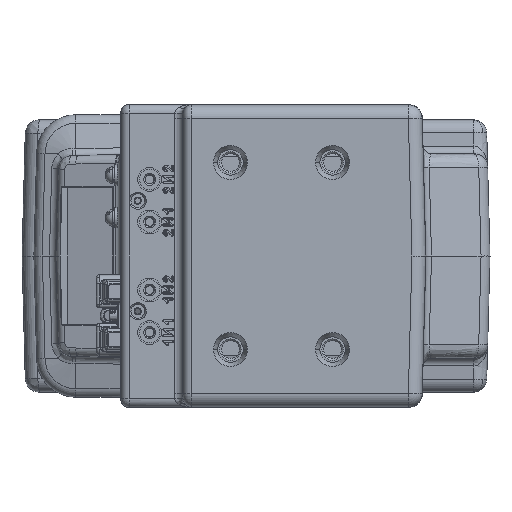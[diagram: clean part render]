
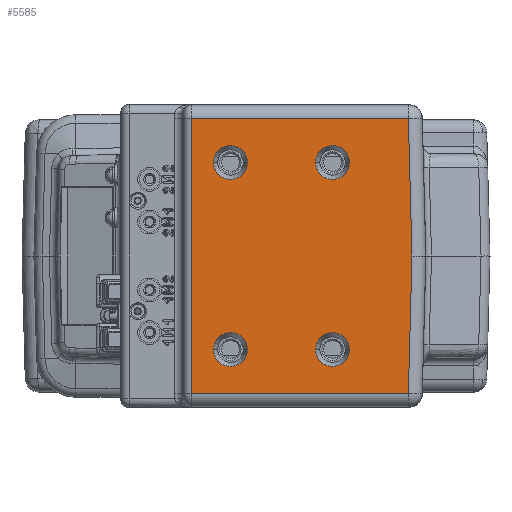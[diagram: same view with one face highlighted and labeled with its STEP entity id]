
A CAD part, front view. The second image highlights one B-rep face of the part: STEP entity #5585.
In plain terms, the highlighted planar face has unit normal (0, -1, 0).
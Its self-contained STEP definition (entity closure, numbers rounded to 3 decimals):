
#5585 = ADVANCED_FACE ( 'NONE', ( #47858, #47832, #47878, #47859, #47845 ), #50230, .F. ) ;
#17456 = VERTEX_POINT ( 'NONE', #30875 ) ;
#17467 = VERTEX_POINT ( 'NONE', #30844 ) ;
#17792 = VERTEX_POINT ( 'NONE', #30911 ) ;
#17793 = VERTEX_POINT ( 'NONE', #30924 ) ;
#19543 = VERTEX_POINT ( 'NONE', #31250 ) ;
#19546 = VERTEX_POINT ( 'NONE', #31264 ) ;
#19548 = VERTEX_POINT ( 'NONE', #31255 ) ;
#19559 = VERTEX_POINT ( 'NONE', #31274 ) ;
#19566 = VERTEX_POINT ( 'NONE', #31229 ) ;
#19567 = VERTEX_POINT ( 'NONE', #31233 ) ;
#19574 = VERTEX_POINT ( 'NONE', #31245 ) ;
#19591 = VERTEX_POINT ( 'NONE', #31338 ) ;
#19592 = VERTEX_POINT ( 'NONE', #31332 ) ;
#21640 = EDGE_CURVE ( 'NONE', #19566, #19559, #33416, .T. ) ;
#21646 = EDGE_CURVE ( 'NONE', #17467, #17456, #33393, .T. ) ;
#21655 = EDGE_CURVE ( 'NONE', #19543, #19574, #33384, .T. ) ;
#21678 = EDGE_CURVE ( 'NONE', #19567, #19592, #33445, .T. ) ;
#21680 = EDGE_CURVE ( 'NONE', #17456, #17792, #33453, .T. ) ;
#21700 = EDGE_CURVE ( 'NONE', #19591, #19546, #33434, .T. ) ;
#21712 = EDGE_CURVE ( 'NONE', #19548, #17793, #33480, .T. ) ;
#21725 = EDGE_CURVE ( 'NONE', #17793, #17792, #33512, .T. ) ;
#21734 = EDGE_CURVE ( 'NONE', #17467, #19548, #33501, .T. ) ;
#23828 = ORIENTED_EDGE ( 'NONE', *, *, #21680, .F. ) ;
#23831 = ORIENTED_EDGE ( 'NONE', *, *, #21678, .F. ) ;
#23840 = ORIENTED_EDGE ( 'NONE', *, *, #25383, .F. ) ;
#23842 = ORIENTED_EDGE ( 'NONE', *, *, #21725, .T. ) ;
#23857 = ORIENTED_EDGE ( 'NONE', *, *, #21646, .F. ) ;
#23862 = ORIENTED_EDGE ( 'NONE', *, *, #25352, .F. ) ;
#23864 = ORIENTED_EDGE ( 'NONE', *, *, #25382, .F. ) ;
#23870 = ORIENTED_EDGE ( 'NONE', *, *, #21655, .F. ) ;
#23881 = ORIENTED_EDGE ( 'NONE', *, *, #25349, .F. ) ;
#23899 = ORIENTED_EDGE ( 'NONE', *, *, #21640, .F. ) ;
#23905 = ORIENTED_EDGE ( 'NONE', *, *, #21712, .T. ) ;
#23932 = ORIENTED_EDGE ( 'NONE', *, *, #21734, .T. ) ;
#24000 = ORIENTED_EDGE ( 'NONE', *, *, #21700, .F. ) ;
#25349 = EDGE_CURVE ( 'NONE', #19592, #19567, #41826, .T. ) ;
#25352 = EDGE_CURVE ( 'NONE', #19546, #19591, #41815, .T. ) ;
#25382 = EDGE_CURVE ( 'NONE', #19559, #19566, #41835, .T. ) ;
#25383 = EDGE_CURVE ( 'NONE', #19574, #19543, #41851, .T. ) ;
#26463 = EDGE_LOOP ( 'NONE', ( #23831, #23881 ) ) ;
#26568 = EDGE_LOOP ( 'NONE', ( #24000, #23862 ) ) ;
#26600 = EDGE_LOOP ( 'NONE', ( #23899, #23864 ) ) ;
#26626 = EDGE_LOOP ( 'NONE', ( #23870, #23840 ) ) ;
#26631 = EDGE_LOOP ( 'NONE', ( #23905, #23842, #23828, #23857, #23932 ) ) ;
#30844 = CARTESIAN_POINT ( 'NONE',  ( -5.855, 0., 0. ) ) ;
#30875 = CARTESIAN_POINT ( 'NONE',  ( -7.971, 0., -80.817 ) ) ;
#30911 = CARTESIAN_POINT ( 'NONE',  ( -135.5, 0., -80.817 ) ) ;
#30924 = CARTESIAN_POINT ( 'NONE',  ( -135.5, 0., 80.817 ) ) ;
#31229 = CARTESIAN_POINT ( 'NONE',  ( -42.5, 0., 55. ) ) ;
#31233 = CARTESIAN_POINT ( 'NONE',  ( -102.5, 0., -55. ) ) ;
#31245 = CARTESIAN_POINT ( 'NONE',  ( -62.5, 0., -55. ) ) ;
#31250 = CARTESIAN_POINT ( 'NONE',  ( -42.5, 0., -55. ) ) ;
#31255 = CARTESIAN_POINT ( 'NONE',  ( -7.971, 0., 80.817 ) ) ;
#31264 = CARTESIAN_POINT ( 'NONE',  ( -122.5, 0., 55. ) ) ;
#31274 = CARTESIAN_POINT ( 'NONE',  ( -62.5, 0., 55. ) ) ;
#31332 = CARTESIAN_POINT ( 'NONE',  ( -122.5, 0., -55. ) ) ;
#31338 = CARTESIAN_POINT ( 'NONE',  ( -102.5, 0., 55. ) ) ;
#33384 = CIRCLE ( 'NONE', #52648, 10. ) ;
#33393 = LINE ( 'NONE', #41090, #33407 ) ;
#33407 = VECTOR ( 'NONE', #41077, 1000. ) ;
#33416 = CIRCLE ( 'NONE', #52666, 10. ) ;
#33434 = CIRCLE ( 'NONE', #53033, 10. ) ;
#33445 = CIRCLE ( 'NONE', #53128, 10. ) ;
#33453 = LINE ( 'NONE', #41186, #33471 ) ;
#33471 = VECTOR ( 'NONE', #41193, 1000. ) ;
#33480 = LINE ( 'NONE', #40028, #33506 ) ;
#33499 = VECTOR ( 'NONE', #40065, 1000. ) ;
#33501 = LINE ( 'NONE', #40115, #33513 ) ;
#33506 = VECTOR ( 'NONE', #40020, 1000. ) ;
#33512 = LINE ( 'NONE', #40051, #33499 ) ;
#33513 = VECTOR ( 'NONE', #40118, 1000. ) ;
#39991 = DIRECTION ( 'NONE',  ( 0., -1., 0. ) ) ;
#40003 = DIRECTION ( 'NONE',  ( 1., 0., 0. ) ) ;
#40020 = DIRECTION ( 'NONE',  ( -1., 0., 0. ) ) ;
#40028 = CARTESIAN_POINT ( 'NONE',  ( -176.611, 0., 80.817 ) ) ;
#40051 = CARTESIAN_POINT ( 'NONE',  ( -135.5, 0., 60. ) ) ;
#40065 = DIRECTION ( 'NONE',  ( 0., 0., -1. ) ) ;
#40115 = CARTESIAN_POINT ( 'NONE',  ( -7.421, 0., 59.806 ) ) ;
#40118 = DIRECTION ( 'NONE',  ( -0.026, 0., 1. ) ) ;
#41032 = DIRECTION ( 'NONE',  ( 0., -1., 0. ) ) ;
#41044 = DIRECTION ( 'NONE',  ( 1., 0., 0. ) ) ;
#41066 = CARTESIAN_POINT ( 'NONE',  ( -52.5, 0., 55. ) ) ;
#41069 = DIRECTION ( 'NONE',  ( 0., -1., 0. ) ) ;
#41077 = DIRECTION ( 'NONE',  ( -0.026, 0., -1. ) ) ;
#41078 = CARTESIAN_POINT ( 'NONE',  ( -52.5, 0., -55. ) ) ;
#41090 = CARTESIAN_POINT ( 'NONE',  ( -7.421, 0., -59.806 ) ) ;
#41104 = DIRECTION ( 'NONE',  ( 1., 0., 0. ) ) ;
#41163 = CARTESIAN_POINT ( 'NONE',  ( -112.5, 0., -55. ) ) ;
#41186 = CARTESIAN_POINT ( 'NONE',  ( -176.611, 0., -80.817 ) ) ;
#41191 = DIRECTION ( 'NONE',  ( 0., -1., 0. ) ) ;
#41193 = DIRECTION ( 'NONE',  ( -1., 0., 0. ) ) ;
#41203 = DIRECTION ( 'NONE',  ( 1., 0., 0. ) ) ;
#41265 = CARTESIAN_POINT ( 'NONE',  ( -112.5, 0., 55. ) ) ;
#41446 = AXIS2_PLACEMENT_3D ( 'NONE', #46236, #46247, #46252 ) ;
#41459 = AXIS2_PLACEMENT_3D ( 'NONE', #46245, #46246, #46235 ) ;
#41468 = AXIS2_PLACEMENT_3D ( 'NONE', #46157, #46159, #46160 ) ;
#41493 = AXIS2_PLACEMENT_3D ( 'NONE', #46137, #46175, #46230 ) ;
#41815 = CIRCLE ( 'NONE', #41493, 10. ) ;
#41826 = CIRCLE ( 'NONE', #41468, 10. ) ;
#41835 = CIRCLE ( 'NONE', #41459, 10. ) ;
#41851 = CIRCLE ( 'NONE', #41446, 10. ) ;
#46137 = CARTESIAN_POINT ( 'NONE',  ( -112.5, 0., 55. ) ) ;
#46157 = CARTESIAN_POINT ( 'NONE',  ( -112.5, 0., -55. ) ) ;
#46159 = DIRECTION ( 'NONE',  ( 0., -1., 0. ) ) ;
#46160 = DIRECTION ( 'NONE',  ( 1., 0., 0. ) ) ;
#46175 = DIRECTION ( 'NONE',  ( 0., -1., 0. ) ) ;
#46230 = DIRECTION ( 'NONE',  ( 1., 0., 0. ) ) ;
#46235 = DIRECTION ( 'NONE',  ( 1., 0., 0. ) ) ;
#46236 = CARTESIAN_POINT ( 'NONE',  ( -52.5, 0., -55. ) ) ;
#46245 = CARTESIAN_POINT ( 'NONE',  ( -52.5, 0., 55. ) ) ;
#46246 = DIRECTION ( 'NONE',  ( 0., -1., 0. ) ) ;
#46247 = DIRECTION ( 'NONE',  ( 0., -1., 0. ) ) ;
#46252 = DIRECTION ( 'NONE',  ( 1., 0., 0. ) ) ;
#47832 = FACE_BOUND ( 'NONE', #26568, .T. ) ;
#47845 = FACE_OUTER_BOUND ( 'NONE', #26631, .T. ) ;
#47858 = FACE_BOUND ( 'NONE', #26463, .T. ) ;
#47859 = FACE_BOUND ( 'NONE', #26600, .T. ) ;
#47878 = FACE_BOUND ( 'NONE', #26626, .T. ) ;
#50230 = PLANE ( 'NONE',  #52771 ) ;
#50231 = DIRECTION ( 'NONE',  ( 0., 1., 0. ) ) ;
#50232 = DIRECTION ( 'NONE',  ( -1., 0., 0. ) ) ;
#50256 = CARTESIAN_POINT ( 'NONE',  ( 0., 0., 60. ) ) ;
#52648 = AXIS2_PLACEMENT_3D ( 'NONE', #41078, #41069, #41104 ) ;
#52666 = AXIS2_PLACEMENT_3D ( 'NONE', #41066, #41032, #41044 ) ;
#52771 = AXIS2_PLACEMENT_3D ( 'NONE', #50256, #50231, #50232 ) ;
#53033 = AXIS2_PLACEMENT_3D ( 'NONE', #41265, #39991, #40003 ) ;
#53128 = AXIS2_PLACEMENT_3D ( 'NONE', #41163, #41191, #41203 ) ;
